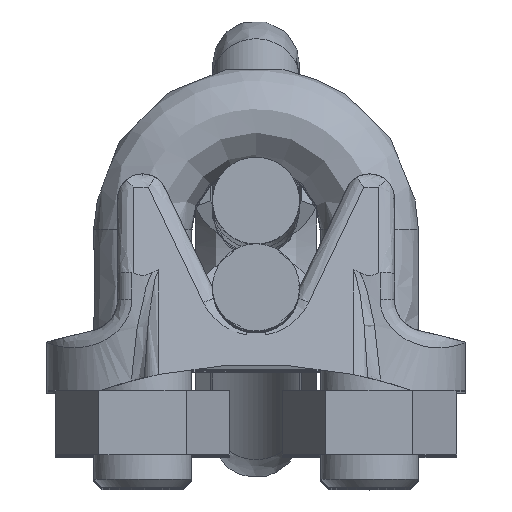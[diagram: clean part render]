
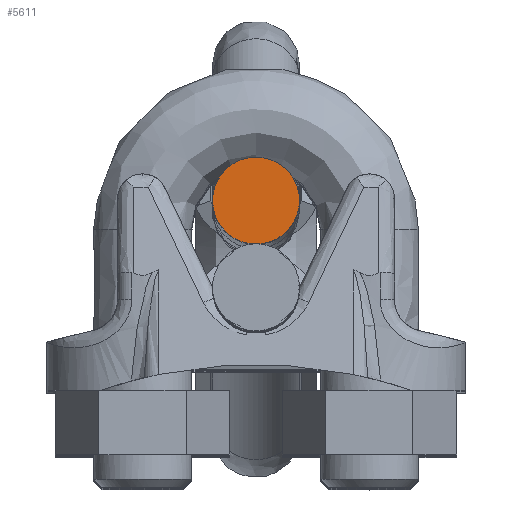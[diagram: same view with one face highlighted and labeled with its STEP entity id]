
A CAD part, top view. The second image highlights one B-rep face of the part: STEP entity #5611.
In plain terms, the highlighted free-form (B-spline) face has degree [1, 1] with [2, 2] control points.
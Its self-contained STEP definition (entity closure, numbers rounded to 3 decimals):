
#5570 = VERTEX_POINT('',#5571);
#5571 = CARTESIAN_POINT('',(3.676,3.749,
    156.787));
#5576 = EDGE_CURVE('',#5570,#5570,#5577,.T.);
#5577 = ( BOUNDED_CURVE() B_SPLINE_CURVE(2,(#5578,#5579,#5580,#5581,
#5582,#5583,#5584),.UNSPECIFIED.,.T.,.F.) B_SPLINE_CURVE_WITH_KNOTS((1,2
    ,2,2,2,1),(-2.094,0.,2.094,4.189,
6.283,8.378),.UNSPECIFIED.) CURVE() 
GEOMETRIC_REPRESENTATION_ITEM() RATIONAL_B_SPLINE_CURVE((1.,0.5,1.,0.5,
1.,0.5,1.)) REPRESENTATION_ITEM('') );
#5578 = CARTESIAN_POINT('',(3.676,3.749,
    156.787));
#5579 = CARTESIAN_POINT('',(3.676,10.116,
    156.787));
#5580 = CARTESIAN_POINT('',(-1.838,6.932,
    156.787));
#5581 = CARTESIAN_POINT('',(-7.351,3.749,
    156.787));
#5582 = CARTESIAN_POINT('',(-1.838,0.566,
    156.787));
#5583 = CARTESIAN_POINT('',(3.676,-2.617,
    156.787));
#5584 = CARTESIAN_POINT('',(3.676,3.749,
    156.787));
#5611 = ADVANCED_FACE('',(#5612),#5615,.T.);
#5612 = FACE_BOUND('',#5613,.T.);
#5613 = EDGE_LOOP('',(#5614));
#5614 = ORIENTED_EDGE('',*,*,#5576,.T.);
#5615 = B_SPLINE_SURFACE_WITH_KNOTS('',1,1,(
    (#5616,#5617)
    ,(#5618,#5619
    )),.UNSPECIFIED.,.F.,.F.,.F.,(2,2),(2,2),(-4.28,4.28),(-4.28,
    4.28),.PIECEWISE_BEZIER_KNOTS.);
#5616 = CARTESIAN_POINT('',(3.676,0.074,
    156.787));
#5617 = CARTESIAN_POINT('',(-3.676,0.074,
    156.787));
#5618 = CARTESIAN_POINT('',(3.676,7.425,
    156.787));
#5619 = CARTESIAN_POINT('',(-3.676,7.425,
    156.787));
